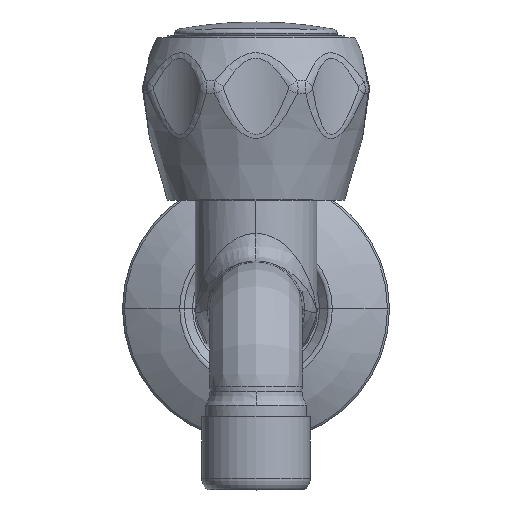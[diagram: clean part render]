
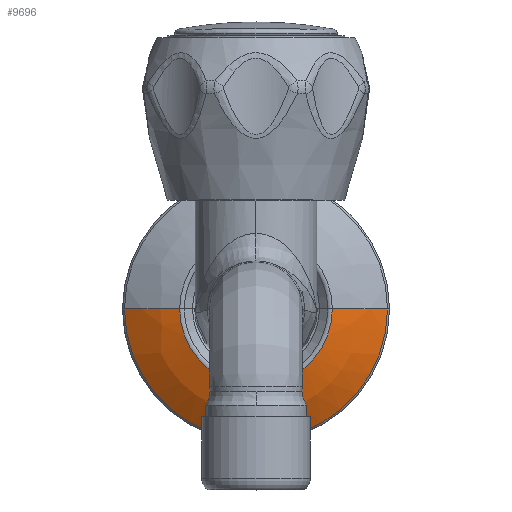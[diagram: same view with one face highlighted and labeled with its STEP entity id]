
A CAD part, top view. The second image highlights one B-rep face of the part: STEP entity #9696.
In plain terms, the highlighted free-form (B-spline) face has degree [3, 3] with [7, 4] control points.
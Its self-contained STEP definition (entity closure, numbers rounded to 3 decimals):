
#2508=CARTESIAN_POINT('',(0.,0.,-51.163));
#2509=DIRECTION('',(0.,0.,1.));
#2510=DIRECTION('',(-1.,0.,0.));
#2511=AXIS2_PLACEMENT_3D('',#2508,#2509,#2510);
#2513=CARTESIAN_POINT('',(5.343,0.,-89.554));
#2514=DIRECTION('',(0.,-1.,0.));
#2515=DIRECTION('',(0.581,0.,0.814));
#2516=AXIS2_PLACEMENT_3D('',#2513,#2514,#2515);
#2518=CARTESIAN_POINT('',(0.,0.,-56.997));
#2519=DIRECTION('',(0.,0.,1.));
#2520=DIRECTION('',(-1.,0.,0.));
#2521=AXIS2_PLACEMENT_3D('',#2518,#2519,#2520);
#2523=CARTESIAN_POINT('',(-5.343,0.,-89.554));
#2524=DIRECTION('',(0.,1.,0.));
#2525=DIRECTION('',(-0.581,0.,0.814));
#2526=AXIS2_PLACEMENT_3D('',#2523,#2524,#2525);
#3337=CARTESIAN_POINT('',(-28.581,0.,-56.997));
#3338=CARTESIAN_POINT('',(28.581,0.,-56.997));
#3339=VERTEX_POINT('',#3337);
#3340=VERTEX_POINT('',#3338);
#3357=CARTESIAN_POINT('',(16.572,0.,-51.163));
#3358=CARTESIAN_POINT('',(-16.572,0.,-51.163));
#3359=VERTEX_POINT('',#3357);
#3360=VERTEX_POINT('',#3358);
#9660=CARTESIAN_POINT('',(16.282,1.024,-51.088));
#9661=CARTESIAN_POINT('',(20.768,1.307,-52.37));
#9662=CARTESIAN_POINT('',(24.964,1.571,-54.413));
#9663=CARTESIAN_POINT('',(28.742,1.808,-57.153));
#9664=CARTESIAN_POINT('',(16.913,-8.996,
-51.088));
#9665=CARTESIAN_POINT('',(21.572,-11.474,
-52.37));
#9666=CARTESIAN_POINT('',(25.93,-13.792,
-54.413));
#9667=CARTESIAN_POINT('',(29.855,-15.879,
-57.153));
#9668=CARTESIAN_POINT('',(10.04,-16.315,
-51.088));
#9669=CARTESIAN_POINT('',(12.806,-20.809,
-52.37));
#9670=CARTESIAN_POINT('',(15.393,-25.013,
-54.413));
#9671=CARTESIAN_POINT('',(17.723,-28.799,
-57.153));
#9672=CARTESIAN_POINT('',(0.,-16.315,-51.088));
#9673=CARTESIAN_POINT('',(0.,-20.809,
-52.37));
#9674=CARTESIAN_POINT('',(0.,-25.013,-54.413));
#9675=CARTESIAN_POINT('',(0.,-28.799,
-57.153));
#9676=CARTESIAN_POINT('',(-10.04,-16.315,
-51.088));
#9677=CARTESIAN_POINT('',(-12.806,-20.809,
-52.37));
#9678=CARTESIAN_POINT('',(-15.393,-25.013,
-54.413));
#9679=CARTESIAN_POINT('',(-17.723,-28.799,
-57.153));
#9680=CARTESIAN_POINT('',(-16.913,-8.996,
-51.088));
#9681=CARTESIAN_POINT('',(-21.572,-11.474,
-52.37));
#9682=CARTESIAN_POINT('',(-25.93,-13.792,
-54.413));
#9683=CARTESIAN_POINT('',(-29.855,-15.879,
-57.153));
#9684=CARTESIAN_POINT('',(-16.282,1.024,
-51.088));
#9685=CARTESIAN_POINT('',(-20.768,1.307,
-52.37));
#9686=CARTESIAN_POINT('',(-24.964,1.571,
-54.413));
#9687=CARTESIAN_POINT('',(-28.742,1.808,
-57.153));
#9688=(BOUNDED_SURFACE()B_SPLINE_SURFACE(3,3,((#9660,#9661,#9662,#9663),(#9664,
#9665,#9666,#9667),(#9668,#9669,#9670,#9671),(#9672,#9673,#9674,#9675),(#9676,
#9677,#9678,#9679),(#9680,#9681,#9682,#9683),(#9684,#9685,#9686,#9687)),
.UNSPECIFIED.,.F.,.F.,.F.)B_SPLINE_SURFACE_WITH_KNOTS((4,3,4),(4,4),(0.,1.,
2.),(0.,1.),.UNSPECIFIED.)GEOMETRIC_REPRESENTATION_ITEM()RATIONAL_B_SPLINE_SURFACE(((1.196,1.184,1.184,1.196),(
0.945,0.935,0.935,0.945),(
0.945,0.935,0.935,0.945),(
1.196,1.184,1.184,1.196),(
0.945,0.935,0.935,0.945),(
0.945,0.935,0.935,0.945),(
1.196,1.184,1.184,1.196)))REPRESENTATION_ITEM('')SURFACE());
#9689=ORIENTED_EDGE('',*,*,#9560,.T.);
#9690=ORIENTED_EDGE('',*,*,#9648,.F.);
#9692=ORIENTED_EDGE('',*,*,#9691,.F.);
#9693=ORIENTED_EDGE('',*,*,#9644,.T.);
#9694=EDGE_LOOP('',(#9689,#9690,#9692,#9693));
#9695=FACE_OUTER_BOUND('',#9694,.F.);
#9696=ADVANCED_FACE('',(#9695),#9688,.T.);
#2512=CIRCLE('',#2511,16.572);
#2517=CIRCLE('',#2516,40.);
#2522=CIRCLE('',#2521,28.581);
#2527=CIRCLE('',#2526,40.);
#9560=EDGE_CURVE('',#3360,#3359,#2512,.T.);
#9644=EDGE_CURVE('',#3339,#3360,#2527,.T.);
#9648=EDGE_CURVE('',#3340,#3359,#2517,.T.);
#9691=EDGE_CURVE('',#3339,#3340,#2522,.T.);
